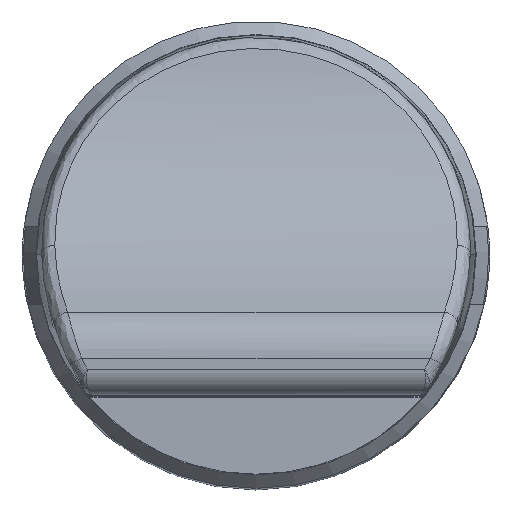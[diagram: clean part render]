
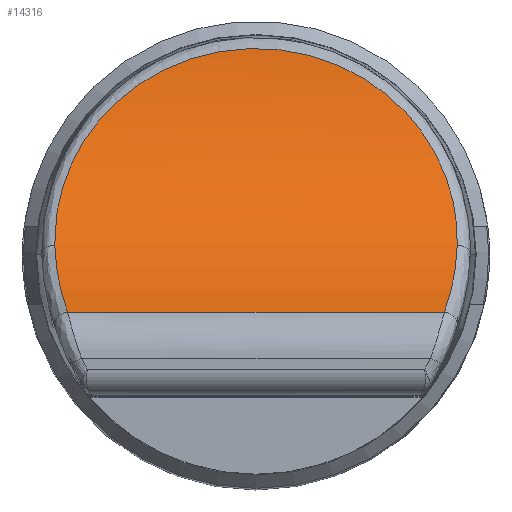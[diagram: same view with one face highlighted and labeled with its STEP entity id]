
A CAD part, top view. The second image highlights one B-rep face of the part: STEP entity #14316.
In plain terms, the highlighted cylindrical face has radius 14 mm (diameter 28 mm), a partial arc.
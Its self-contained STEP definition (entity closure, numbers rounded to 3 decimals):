
#3869=CARTESIAN_POINT('',(7.701,0.348,68.955));
#3870=CARTESIAN_POINT('',(7.696,0.17,69.128));
#3871=CARTESIAN_POINT('',(7.675,-0.188,
69.494));
#3872=CARTESIAN_POINT('',(7.605,-0.725,
70.108));
#3873=CARTESIAN_POINT('',(7.5,-1.252,70.791));
#3874=CARTESIAN_POINT('',(7.365,-1.758,71.54));
#3875=CARTESIAN_POINT('',(7.263,-2.071,72.073));
#3876=CARTESIAN_POINT('',(7.209,-2.22,72.35));
#3878=DIRECTION('',(1.,0.,0.));
#3879=VECTOR('',#3878,14.418);
#3880=CARTESIAN_POINT('',(-7.209,-2.22,
72.35));
#3881=LINE('',#3880,#3879);
#3882=CARTESIAN_POINT('',(-7.209,-2.22,
72.35));
#3883=CARTESIAN_POINT('',(-7.263,-2.07,
72.073));
#3884=CARTESIAN_POINT('',(-7.366,-1.758,
71.539));
#3885=CARTESIAN_POINT('',(-7.5,-1.252,
70.79));
#3886=CARTESIAN_POINT('',(-7.605,-0.725,
70.108));
#3887=CARTESIAN_POINT('',(-7.675,-0.188,
69.494));
#3888=CARTESIAN_POINT('',(-7.696,0.17,
69.128));
#3889=CARTESIAN_POINT('',(-7.701,0.348,
68.955));
#3891=CARTESIAN_POINT('',(-7.701,0.348,
68.955));
#3892=CARTESIAN_POINT('',(-7.706,0.54,
68.769));
#3893=CARTESIAN_POINT('',(-7.7,0.924,
68.418));
#3894=CARTESIAN_POINT('',(-7.645,1.491,67.952));
#3895=CARTESIAN_POINT('',(-7.544,2.048,67.541));
#3896=CARTESIAN_POINT('',(-7.4,2.594,67.177));
#3897=CARTESIAN_POINT('',(-7.212,3.127,66.855));
#3898=CARTESIAN_POINT('',(-6.983,3.645,66.572));
#3899=CARTESIAN_POINT('',(-6.71,4.149,66.324));
#3900=CARTESIAN_POINT('',(-6.395,4.636,66.107));
#3901=CARTESIAN_POINT('',(-6.037,5.104,65.919));
#3902=CARTESIAN_POINT('',(-5.635,5.55,65.757));
#3903=CARTESIAN_POINT('',(-5.189,5.971,65.62));
#3904=CARTESIAN_POINT('',(-4.7,6.363,65.506));
#3905=CARTESIAN_POINT('',(-4.169,6.72,65.413));
#3906=CARTESIAN_POINT('',(-3.599,7.039,65.338));
#3907=CARTESIAN_POINT('',(-2.995,7.313,65.279));
#3908=CARTESIAN_POINT('',(-2.361,7.538,65.236));
#3909=CARTESIAN_POINT('',(-1.704,7.71,65.205));
#3910=CARTESIAN_POINT('',(-1.029,7.826,65.186));
#3911=CARTESIAN_POINT('',(-0.344,7.885,
65.176));
#3912=CARTESIAN_POINT('',(0.344,7.885,65.176));
#3913=CARTESIAN_POINT('',(1.029,7.826,65.186));
#3914=CARTESIAN_POINT('',(1.704,7.71,65.205));
#3915=CARTESIAN_POINT('',(2.362,7.538,65.236));
#3916=CARTESIAN_POINT('',(2.995,7.313,65.28));
#3917=CARTESIAN_POINT('',(3.6,7.039,65.338));
#3918=CARTESIAN_POINT('',(4.169,6.72,65.413));
#3919=CARTESIAN_POINT('',(4.7,6.363,65.506));
#3920=CARTESIAN_POINT('',(5.189,5.971,65.62));
#3921=CARTESIAN_POINT('',(5.635,5.55,65.757));
#3922=CARTESIAN_POINT('',(6.037,5.103,65.919));
#3923=CARTESIAN_POINT('',(6.396,4.636,66.107));
#3924=CARTESIAN_POINT('',(6.711,4.149,66.324));
#3925=CARTESIAN_POINT('',(6.983,3.645,66.572));
#3926=CARTESIAN_POINT('',(7.213,3.126,66.855));
#3927=CARTESIAN_POINT('',(7.4,2.593,67.177));
#3928=CARTESIAN_POINT('',(7.544,2.048,67.541));
#3929=CARTESIAN_POINT('',(7.645,1.491,67.953));
#3930=CARTESIAN_POINT('',(7.7,0.923,68.418));
#3931=CARTESIAN_POINT('',(7.706,0.54,68.769));
#3932=CARTESIAN_POINT('',(7.701,0.348,68.955));
#6183=VERTEX_POINT('',#3869);
#6184=VERTEX_POINT('',#3876);
#6188=VERTEX_POINT('',#3891);
#6190=VERTEX_POINT('',#3882);
#14305=CARTESIAN_POINT('',(10.,10.1,79.));
#14306=DIRECTION('',(-1.,0.,0.));
#14307=DIRECTION('',(0.,1.,0.));
#14308=AXIS2_PLACEMENT_3D('',#14305,#14306,#14307);
#14309=CYLINDRICAL_SURFACE('',#14308,14.);
#14310=ORIENTED_EDGE('',*,*,#14285,.T.);
#14311=ORIENTED_EDGE('',*,*,#13859,.F.);
#14312=ORIENTED_EDGE('',*,*,#13967,.T.);
#14313=ORIENTED_EDGE('',*,*,#14182,.T.);
#14314=EDGE_LOOP('',(#14310,#14311,#14312,#14313));
#14315=FACE_OUTER_BOUND('',#14314,.F.);
#14316=ADVANCED_FACE('',(#14315),#14309,.F.);
#3877=B_SPLINE_CURVE_WITH_KNOTS('',3,(#3869,#3870,#3871,#3872,#3873,#3874,#3875,
#3876),.UNSPECIFIED.,.F.,.F.,(4,1,1,1,1,4),(0.,0.2,0.4,0.6,0.8,1.),
.UNSPECIFIED.);
#3890=B_SPLINE_CURVE_WITH_KNOTS('',3,(#3882,#3883,#3884,#3885,#3886,#3887,#3888,
#3889),.UNSPECIFIED.,.F.,.F.,(4,1,1,1,1,4),(0.,0.2,0.4,0.6,0.8,1.),
.UNSPECIFIED.);
#3933=B_SPLINE_CURVE_WITH_KNOTS('',3,(#3891,#3892,#3893,#3894,#3895,#3896,#3897,
#3898,#3899,#3900,#3901,#3902,#3903,#3904,#3905,#3906,#3907,#3908,#3909,#3910,
#3911,#3912,#3913,#3914,#3915,#3916,#3917,#3918,#3919,#3920,#3921,#3922,#3923,
#3924,#3925,#3926,#3927,#3928,#3929,#3930,#3931,#3932),.UNSPECIFIED.,.F.,.F.,(4,
1,1,1,1,1,1,1,1,1,1,1,1,1,1,1,1,1,1,1,1,1,1,1,1,1,1,1,1,1,1,1,1,1,1,1,1,1,1,4),(
0.,0.026,0.051,0.077,0.103,
0.128,0.154,0.179,0.205,
0.231,0.256,0.282,0.308,
0.333,0.359,0.385,0.41,
0.436,0.462,0.487,0.513,
0.538,0.564,0.59,0.615,
0.641,0.667,0.692,0.718,
0.744,0.769,0.795,0.821,
0.846,0.872,0.897,0.923,
0.949,0.974,1.),.UNSPECIFIED.);
#13859=EDGE_CURVE('',#6190,#6184,#3881,.T.);
#13967=EDGE_CURVE('',#6190,#6188,#3890,.T.);
#14182=EDGE_CURVE('',#6188,#6183,#3933,.T.);
#14285=EDGE_CURVE('',#6183,#6184,#3877,.T.);
